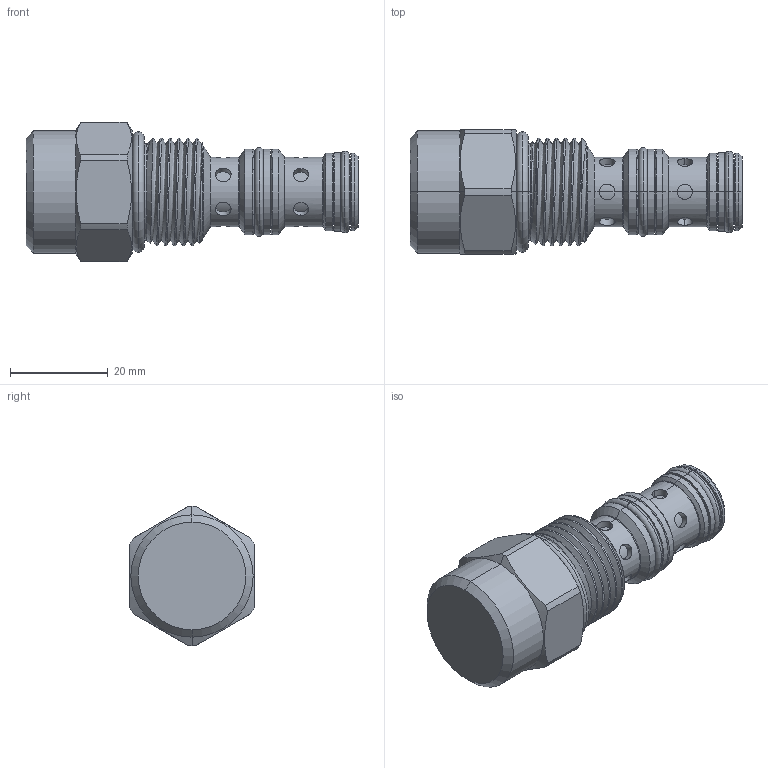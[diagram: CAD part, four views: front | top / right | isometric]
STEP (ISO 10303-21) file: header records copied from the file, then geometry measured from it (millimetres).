
FILE_DESCRIPTION (( 'STEP AP203' ), '1' );
FILE_NAME ('FR10W3F-N.STEP', '2020-03-20T03:09:09', ( '' ), ( '' ), 'SwSTEP 2.0', 'SolidWorks 2018', '' );
FILE_SCHEMA (( 'CONFIG_CONTROL_DESIGN' ));
Length unit declared in the file: millimetre
Products named in the file (1): FR10W3F-N
Bounding box: 67.9 x 25.4 x 28.57 mm (x, y, z)
Volume: 21439.9 mm3; surface area: 7934.9 mm2
Topology: 5 solids, 5 shells, 175 faces, 385 edges, 232 vertices
Faces by surface type: cylinder 87, torus 38, cone 29, plane 20, bspline 1
Entity records: 7997 total; most frequent: CARTESIAN_POINT 4145, DIRECTION 812, ORIENTED_EDGE 770, EDGE_CURVE 385, AXIS2_PLACEMENT_3D 350, VERTEX_POINT 232, EDGE_LOOP 195, FACE_OUTER_BOUND 175
